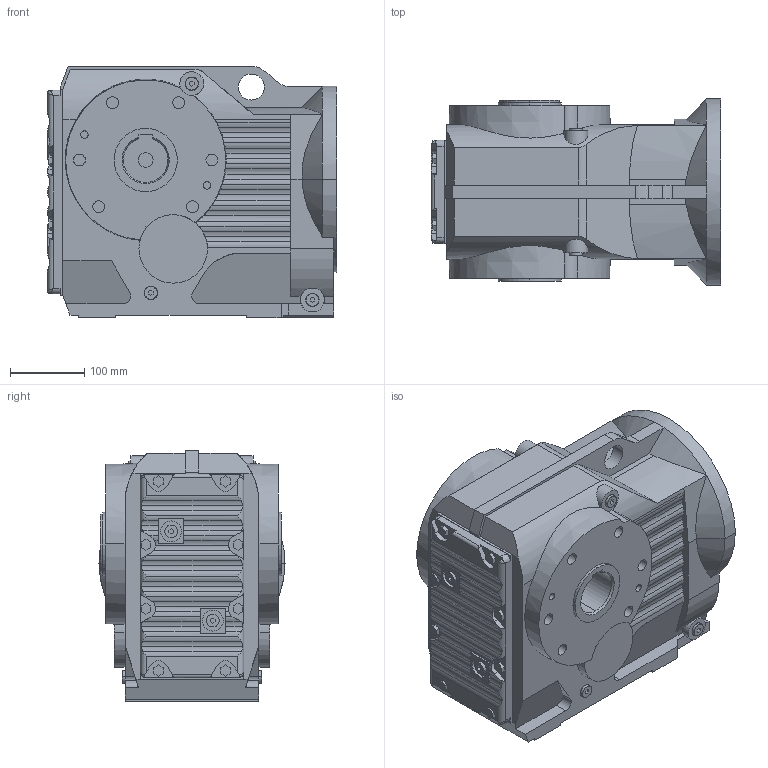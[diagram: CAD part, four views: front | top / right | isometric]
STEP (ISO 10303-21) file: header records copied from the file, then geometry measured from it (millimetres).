
FILE_DESCRIPTION(('STEP AP214'),'1');
FILE_NAME('cctmp_130D0026-2C9B-4B91-A243-1A4907B220B3_2022_07_07_16_11_18_0036..stp','2022-07-07T14:11:18',('SEW-EURODRIVE GmbH & Co KG'),('CADClick - www.CADClick.com'),'Spatial InterOp 3D postprocessed',' ','unknown authorization');
FILE_SCHEMA(('AUTOMOTIVE_DESIGN'));
Length unit declared in the file: millimetre
Products named in the file (1): 2022_07_07_16_11_18_0021
Bounding box: 389.5 x 250 x 338 mm (x, y, z)
Volume: 22531334.5 mm3; surface area: 641672 mm2
Topology: 1 solids, 1 shells, 559 faces, 1462 edges, 960 vertices
Faces by surface type: plane 283, cylinder 256, cone 16, bspline 4
Entity records: 20997 total; most frequent: CARTESIAN_POINT 5740, ORIENTED_EDGE 2916, DIRECTION 2699, EDGE_CURVE 1458, VERTEX_POINT 960, AXIS2_PLACEMENT_3D 933, LINE 833, VECTOR 833
